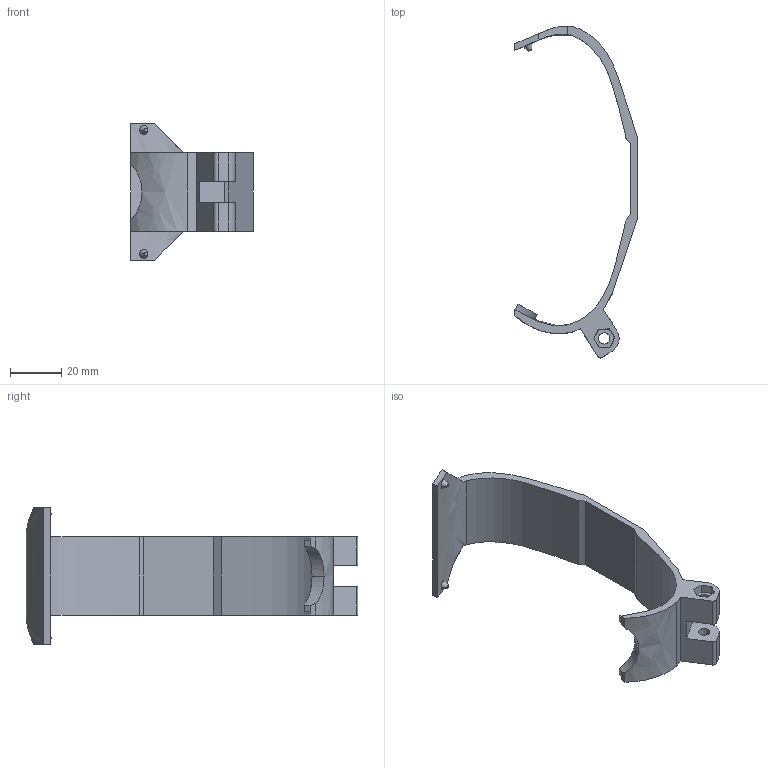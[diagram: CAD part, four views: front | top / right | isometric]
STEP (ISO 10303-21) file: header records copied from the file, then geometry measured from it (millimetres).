
FILE_DESCRIPTION (( 'STEP AP203' ), '1' );
FILE_NAME ('Vive Pro Mount.STEP', '2025-02-16T20:03:45', ( '' ), ( '' ), 'SwSTEP 2.0', 'SolidWorks 2024', '' );
FILE_SCHEMA (( 'CONFIG_CONTROL_DESIGN' ));
Length unit declared in the file: millimetre
Products named in the file (1): Vive Pro Mount
Bounding box: 47.59 x 129.25 x 53.34 mm (x, y, z)
Volume: 20484 mm3; surface area: 14490.4 mm2
Topology: 1 solids, 1 shells, 60 faces, 163 edges, 108 vertices
Faces by surface type: plane 33, cylinder 14, bspline 9, cone 4
Entity records: 2194 total; most frequent: CARTESIAN_POINT 663, ORIENTED_EDGE 326, DIRECTION 259, EDGE_CURVE 163, VERTEX_POINT 108, LINE 99, VECTOR 99, AXIS2_PLACEMENT_3D 80
